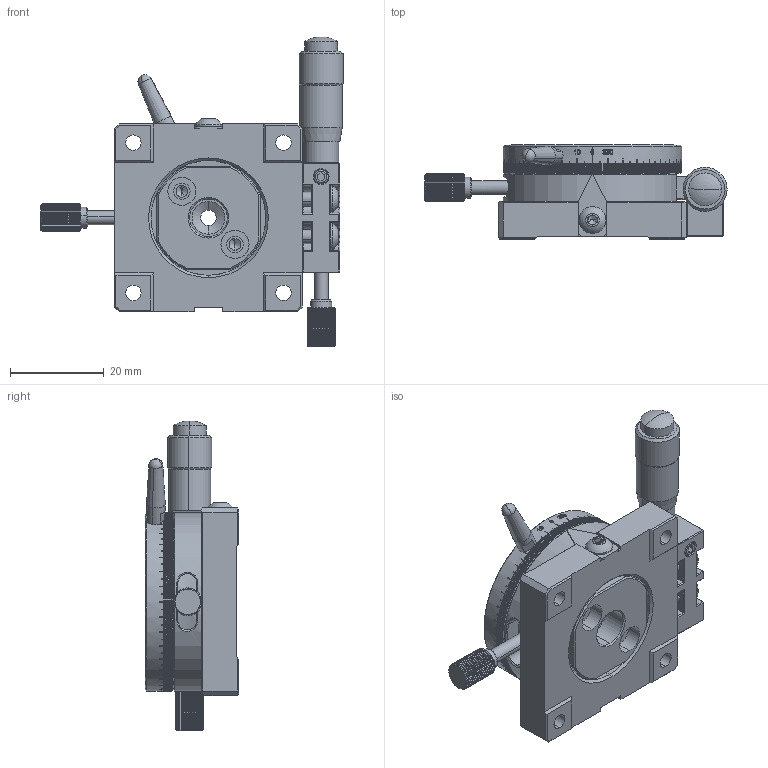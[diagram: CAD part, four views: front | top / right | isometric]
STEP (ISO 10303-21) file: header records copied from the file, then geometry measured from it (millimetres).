
FILE_DESCRIPTION (( 'STEP AP203' ), '1' );
FILE_NAME ('SEMR38-AR.STEP', '2021-02-22T05:34:19', ( '' ), ( '' ), 'SwSTEP 2.0', 'SolidWorks 2020', '' );
FILE_SCHEMA (( 'CONFIG_CONTROL_DESIGN' ));
Length unit declared in the file: millimetre
Products named in the file (1): SEMR38-AR
Bounding box: 64.4 x 20 x 66 mm (x, y, z)
Volume: 26942.9 mm3; surface area: 14363.3 mm2
Topology: 5 solids, 8 shells, 2376 faces, 6698 edges, 4356 vertices
Faces by surface type: plane 1641, cylinder 536, cone 123, bspline 57, torus 14, sphere 5
Entity records: 81258 total; most frequent: CARTESIAN_POINT 20969, ORIENTED_EDGE 13344, DIRECTION 11863, EDGE_CURVE 6672, VERTEX_POINT 4355, AXIS2_PLACEMENT_3D 4255, VECTOR 3353, LINE 3353
